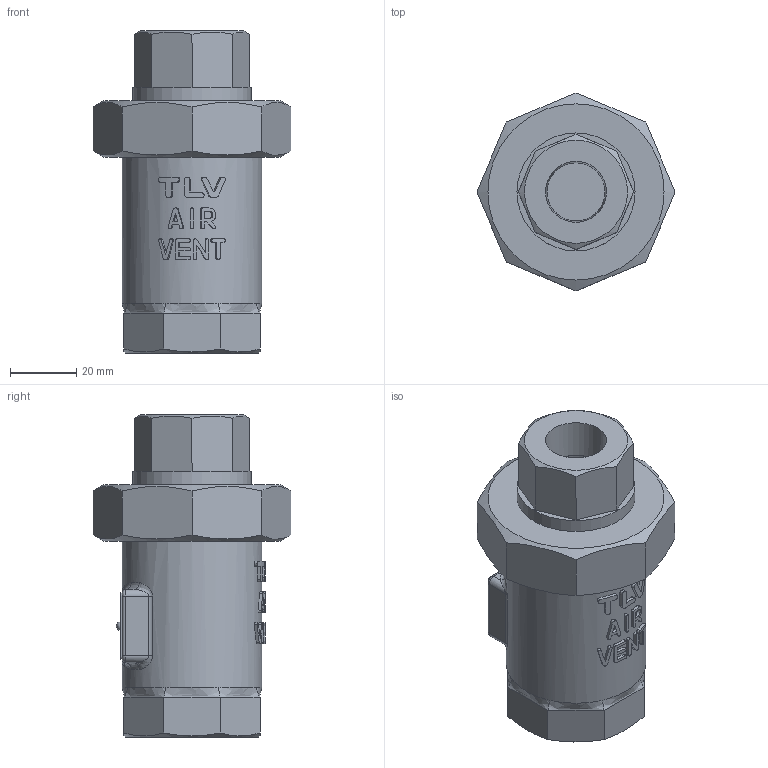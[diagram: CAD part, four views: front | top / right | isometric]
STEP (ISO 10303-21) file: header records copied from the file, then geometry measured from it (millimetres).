
FILE_DESCRIPTION((''),'2;1');
FILE_NAME('vas00-020-screw-00.stp','2010-06-17T14:01:03',('nakaot'),(''),'Autodesk Inventor 2008','Autodesk Inventor 2008','');
FILE_SCHEMA(('AUTOMOTIVE_DESIGN { 1 0 10303 214 1 1 1 1 }'));
Length unit declared in the file: millimetre
Products named in the file (1): vas00-020-screw-00
Bounding box: 59.53 x 59.53 x 97 mm (x, y, z)
Volume: 135554 mm3; surface area: 20182.3 mm2
Topology: 1 solids, 1 shells, 212 faces, 549 edges, 349 vertices
Faces by surface type: bspline 94, plane 82, cylinder 30, cone 4, sphere 1, torus 1
Full cylindrical faces by diameter (mm): 35.5 x1, 42 x1
Entity records: 21583 total; most frequent: CARTESIAN_POINT 17134, ORIENTED_EDGE 1050, DIRECTION 671, EDGE_CURVE 525, VERTEX_POINT 347, EDGE_LOOP 244, AXIS2_PLACEMENT_3D 238, FACE_OUTER_BOUND 212
